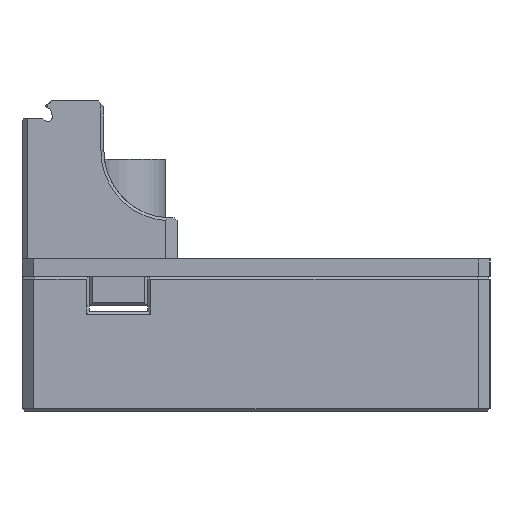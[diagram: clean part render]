
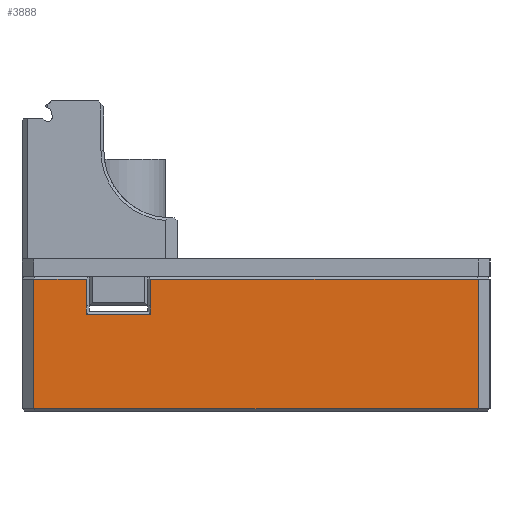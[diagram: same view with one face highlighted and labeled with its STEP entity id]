
A CAD part, left-side view. The second image highlights one B-rep face of the part: STEP entity #3888.
In plain terms, the highlighted planar face has unit normal (-1, 0, 0).
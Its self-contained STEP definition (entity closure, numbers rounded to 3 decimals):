
#3784=CARTESIAN_POINT('',(-62.5,-77.95,-30.5));
#3785=VERTEX_POINT('',#3784);
#3786=CARTESIAN_POINT('',(-62.5,-77.95,-52.6));
#3787=VERTEX_POINT('',#3786);
#3788=CARTESIAN_POINT('',(-62.5,-77.95,-30.));
#3789=DIRECTION('',(0.0,0.0,-1.0));
#3790=VECTOR('',#3789,1.0);
#3791=LINE('',#3788,#3790);
#3792=EDGE_CURVE('',#3785,#3787,#3791,.T.);
#3810=CARTESIAN_POINT('',(-62.5,-77.95,-30.));
#3811=DIRECTION('',(-1.0,0.,0.0));
#3812=DIRECTION('',(0.,-1.0,0.0));
#3813=AXIS2_PLACEMENT_3D('',#3810,#3811,#3812);
#3814=PLANE('',#3813);
#3815=CARTESIAN_POINT('',(-62.5,-10.95,-36.5));
#3816=VERTEX_POINT('',#3815);
#3817=CARTESIAN_POINT('',(-62.5,-10.95,-35.));
#3818=VERTEX_POINT('',#3817);
#3819=CARTESIAN_POINT('',(-62.5,-10.95,-30.));
#3820=DIRECTION('',(0.0,0.0,1.0));
#3821=VECTOR('',#3820,1.0);
#3822=LINE('',#3819,#3821);
#3823=EDGE_CURVE('',#3816,#3818,#3822,.T.);
#3824=ORIENTED_EDGE('',*,*,#3823,.T.);
#3825=CARTESIAN_POINT('',(-62.5,-10.95,-30.5));
#3826=VERTEX_POINT('',#3825);
#3827=CARTESIAN_POINT('',(-62.5,-10.95,-30.));
#3828=DIRECTION('',(0.0,0.0,1.0));
#3829=VECTOR('',#3828,1.0);
#3830=LINE('',#3827,#3829);
#3831=EDGE_CURVE('',#3818,#3826,#3830,.T.);
#3832=ORIENTED_EDGE('',*,*,#3831,.T.);
#3833=CARTESIAN_POINT('',(-62.5,-1.95,-30.5));
#3834=VERTEX_POINT('',#3833);
#3835=CARTESIAN_POINT('',(-62.5,-1.95,-30.5));
#3836=DIRECTION('',(0.0,1.0,0.0));
#3837=VECTOR('',#3836,1.);
#3838=LINE('',#3835,#3837);
#3839=EDGE_CURVE('',#3826,#3834,#3838,.T.);
#3840=ORIENTED_EDGE('',*,*,#3839,.T.);
#3841=CARTESIAN_POINT('',(-62.5,-1.95,-52.6));
#3842=VERTEX_POINT('',#3841);
#3843=CARTESIAN_POINT('',(-62.5,-1.95,-30.));
#3844=DIRECTION('',(0.0,0.0,-1.0));
#3845=VECTOR('',#3844,1.0);
#3846=LINE('',#3843,#3845);
#3847=EDGE_CURVE('',#3834,#3842,#3846,.T.);
#3848=ORIENTED_EDGE('',*,*,#3847,.T.);
#3849=CARTESIAN_POINT('',(-62.5,-77.95,-52.6));
#3850=DIRECTION('',(0.0,-1.0,0.0));
#3851=VECTOR('',#3850,1.0);
#3852=LINE('',#3849,#3851);
#3853=EDGE_CURVE('',#3842,#3787,#3852,.T.);
#3854=ORIENTED_EDGE('',*,*,#3853,.T.);
#3855=ORIENTED_EDGE('',*,*,#3792,.F.);
#3856=CARTESIAN_POINT('',(-62.5,-21.95,-30.5));
#3857=VERTEX_POINT('',#3856);
#3858=CARTESIAN_POINT('',(-62.5,-21.45,-30.5));
#3859=DIRECTION('',(0.0,1.0,0.0));
#3860=VECTOR('',#3859,1.0);
#3861=LINE('',#3858,#3860);
#3862=EDGE_CURVE('',#3785,#3857,#3861,.T.);
#3863=ORIENTED_EDGE('',*,*,#3862,.T.);
#3864=CARTESIAN_POINT('',(-62.5,-21.95,-35.));
#3865=VERTEX_POINT('',#3864);
#3866=CARTESIAN_POINT('',(-62.5,-21.95,-35.));
#3867=DIRECTION('',(0.0,0.0,-1.0));
#3868=VECTOR('',#3867,1.0);
#3869=LINE('',#3866,#3868);
#3870=EDGE_CURVE('',#3857,#3865,#3869,.T.);
#3871=ORIENTED_EDGE('',*,*,#3870,.T.);
#3872=CARTESIAN_POINT('',(-62.5,-21.95,-36.5));
#3873=VERTEX_POINT('',#3872);
#3874=CARTESIAN_POINT('',(-62.5,-21.95,-36.));
#3875=DIRECTION('',(0.0,0.0,-1.0));
#3876=VECTOR('',#3875,1.0);
#3877=LINE('',#3874,#3876);
#3878=EDGE_CURVE('',#3865,#3873,#3877,.T.);
#3879=ORIENTED_EDGE('',*,*,#3878,.T.);
#3880=CARTESIAN_POINT('',(-62.5,-77.95,-36.5));
#3881=DIRECTION('',(0.0,1.0,0.0));
#3882=VECTOR('',#3881,1.0);
#3883=LINE('',#3880,#3882);
#3884=EDGE_CURVE('',#3873,#3816,#3883,.T.);
#3885=ORIENTED_EDGE('',*,*,#3884,.T.);
#3886=EDGE_LOOP('',(#3824,#3832,#3840,#3848,#3854,#3855,#3863,#3871,#3879,#3885));
#3887=FACE_OUTER_BOUND('',#3886,.T.);
#3888=ADVANCED_FACE('',(#3887),#3814,.T.);
